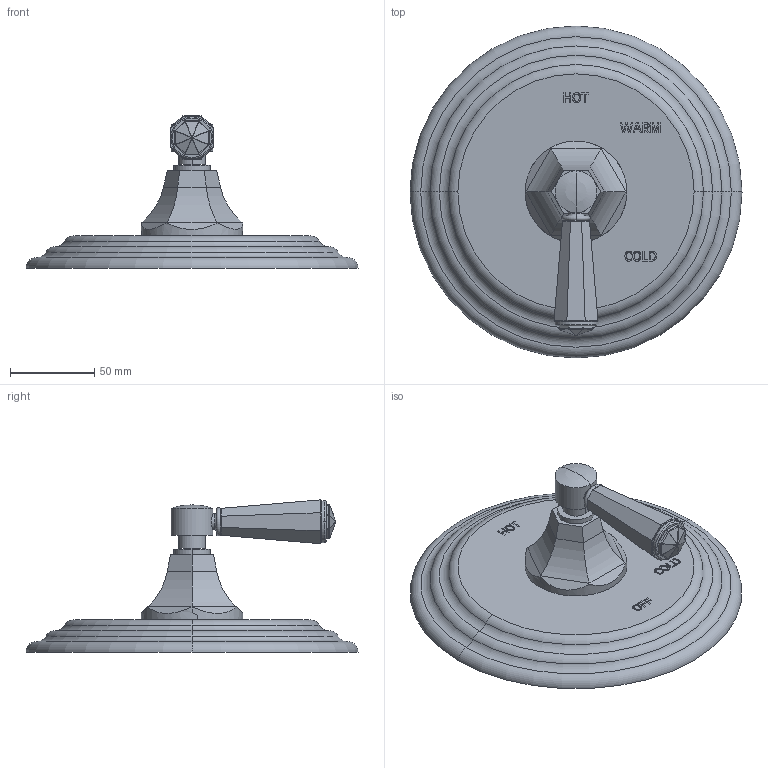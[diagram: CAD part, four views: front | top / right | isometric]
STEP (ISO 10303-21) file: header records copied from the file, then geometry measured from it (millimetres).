
FILE_DESCRIPTION((''),'2;1');
FILE_NAME('4-1234BP','2021-06-02T16:06:42',('jinson.thomas'),(''),'CREO PARAMETRIC BY PTC INC, 2018400','CREO PARAMETRIC BY PTC INC, 2018400','');
FILE_SCHEMA(('CONFIG_CONTROL_DESIGN'));
Length unit declared in the file: inch
Products named in the file (1): 4-1234BP
Bounding box: 196.85 x 196.85 x 90.36 mm (x, y, z)
Volume: 544825 mm3; surface area: 77241.8 mm2
Topology: 1 solids, 1 shells, 350 faces, 865 edges, 545 vertices
Faces by surface type: plane 192, extrusion 80, cylinder 46, torus 16, sphere 16
Entity records: 11502 total; most frequent: CARTESIAN_POINT 3469, ORIENTED_EDGE 1726, DIRECTION 1416, EDGE_CURVE 863, VECTOR 648, LINE 568, VERTEX_POINT 545, AXIS2_PLACEMENT_3D 384
